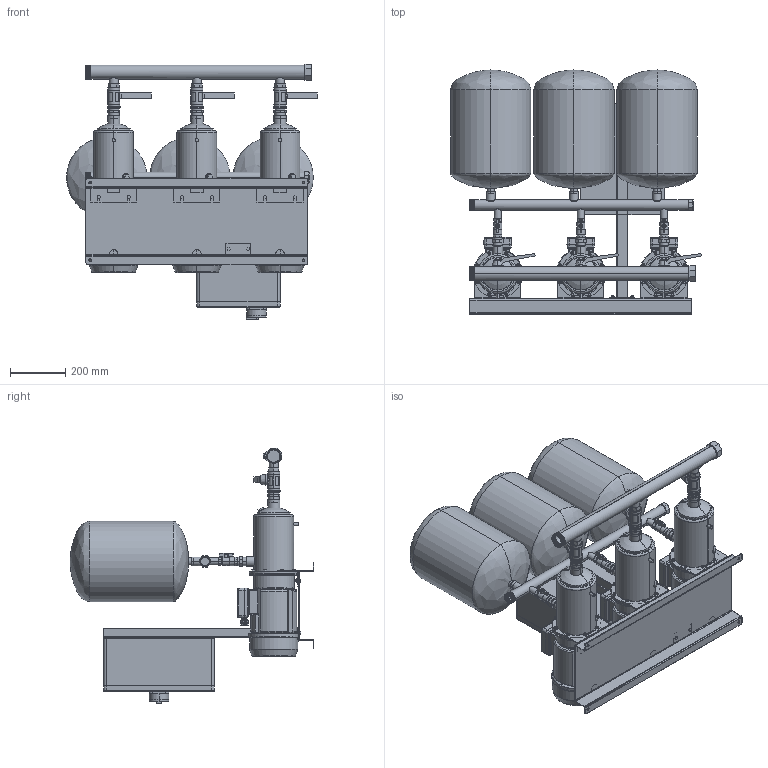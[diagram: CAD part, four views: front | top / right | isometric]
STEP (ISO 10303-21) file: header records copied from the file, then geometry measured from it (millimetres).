
FILE_DESCRIPTION (( 'STEP AP214' ), '1' );
FILE_NAME ('3EH_5-8_TS.STEP', '2022-03-02T09:57:48', ( '' ), ( '' ), 'SwSTEP 2.0', 'SolidWorks 2020', '' );
FILE_SCHEMA (( 'AUTOMOTIVE_DESIGN' ));
Length unit declared in the file: mil
Products named in the file (1): 3EH_5-8_TS
Bounding box: 905 x 880 x 922.25 mm (x, y, z)
Volume: 88471573.8 mm3; surface area: 6277336.9 mm2
Topology: 66 solids, 67 shells, 2358 faces, 5677 edges, 3644 vertices
Faces by surface type: plane 1201, cylinder 858, cone 184, torus 57, bspline 44, sphere 14
Entity records: 98048 total; most frequent: CARTESIAN_POINT 40854, ORIENTED_EDGE 11338, DIRECTION 11214, EDGE_CURVE 5669, AXIS2_PLACEMENT_3D 4001, VERTEX_POINT 3644, VECTOR 3212, LINE 3212
